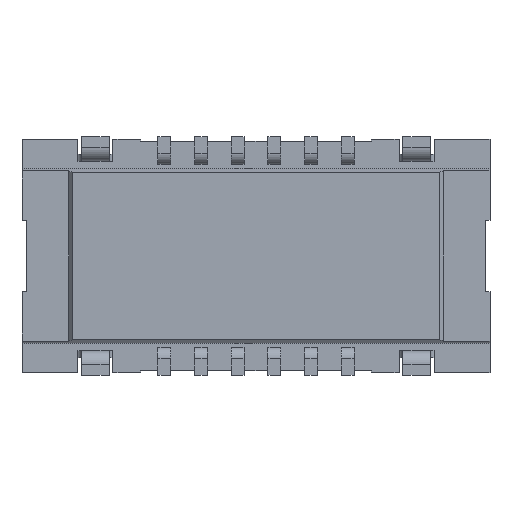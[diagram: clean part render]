
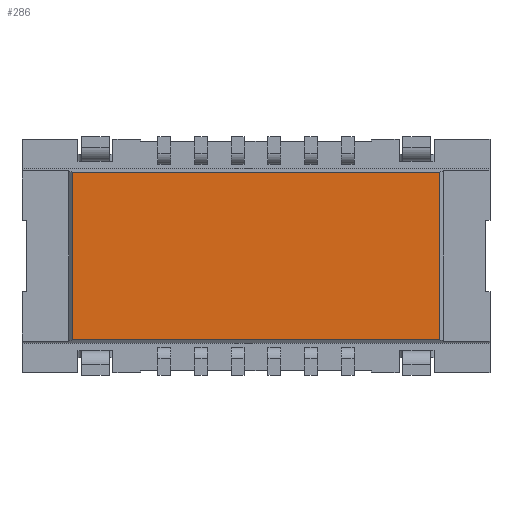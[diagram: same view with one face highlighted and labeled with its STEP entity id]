
A CAD part, front view. The second image highlights one B-rep face of the part: STEP entity #286.
In plain terms, the highlighted planar face has unit normal (0, -1, 0).
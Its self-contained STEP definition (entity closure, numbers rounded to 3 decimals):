
#286=ADVANCED_FACE('',(#1019),#1020,.T.);
#1019=FACE_OUTER_BOUND('',#2081,.T.);
#1020=PLANE('',#2082);
#2081=EDGE_LOOP('',(#4375,#4376,#4377,#4378));
#2082=AXIS2_PLACEMENT_3D('',#4379,#4380,#4381);
#4375=ORIENTED_EDGE('',*,*,#7311,.F.);
#4376=ORIENTED_EDGE('',*,*,#7820,.T.);
#4377=ORIENTED_EDGE('',*,*,#7818,.T.);
#4378=ORIENTED_EDGE('',*,*,#7821,.F.);
#4379=CARTESIAN_POINT('',(-2.55,0.02,0.91));
#4380=DIRECTION('',(0.0,-1.0,0.0));
#4381=DIRECTION('',(0.0,0.0,-1.0));
#7311=EDGE_CURVE('',#8930,#8932,#8933,.T.);
#7818=EDGE_CURVE('',#9803,#9801,#9804,.T.);
#7820=EDGE_CURVE('',#8930,#9803,#9806,.T.);
#7821=EDGE_CURVE('',#8932,#9801,#9807,.T.);
#8930=VERTEX_POINT('',#11308);
#8932=VERTEX_POINT('',#11311);
#8933=LINE('',#11312,#11313);
#9801=VERTEX_POINT('',#12633);
#9803=VERTEX_POINT('',#12636);
#9804=LINE('',#12637,#12638);
#9806=LINE('',#12641,#12642);
#9807=LINE('',#12643,#12644);
#11308=CARTESIAN_POINT('',(-2.0,0.02,0.91));
#11311=CARTESIAN_POINT('',(2.0,0.02,0.91));
#11312=CARTESIAN_POINT('',(-2.0,0.02,0.91));
#11313=VECTOR('',#14515,4.0);
#12633=CARTESIAN_POINT('',(2.0,0.02,-0.91));
#12636=CARTESIAN_POINT('',(-2.0,0.02,-0.91));
#12637=CARTESIAN_POINT('',(-2.0,0.02,-0.91));
#12638=VECTOR('',#15128,4.0);
#12641=CARTESIAN_POINT('',(-2.0,0.02,0.91));
#12642=VECTOR('',#15130,1.82);
#12643=CARTESIAN_POINT('',(2.0,0.02,0.91));
#12644=VECTOR('',#15131,1.82);
#14515=DIRECTION('',(1.0,0.0,0.0));
#15128=DIRECTION('',(1.0,0.0,0.0));
#15130=DIRECTION('',(0.0,0.0,-1.0));
#15131=DIRECTION('',(0.0,0.0,-1.0));
